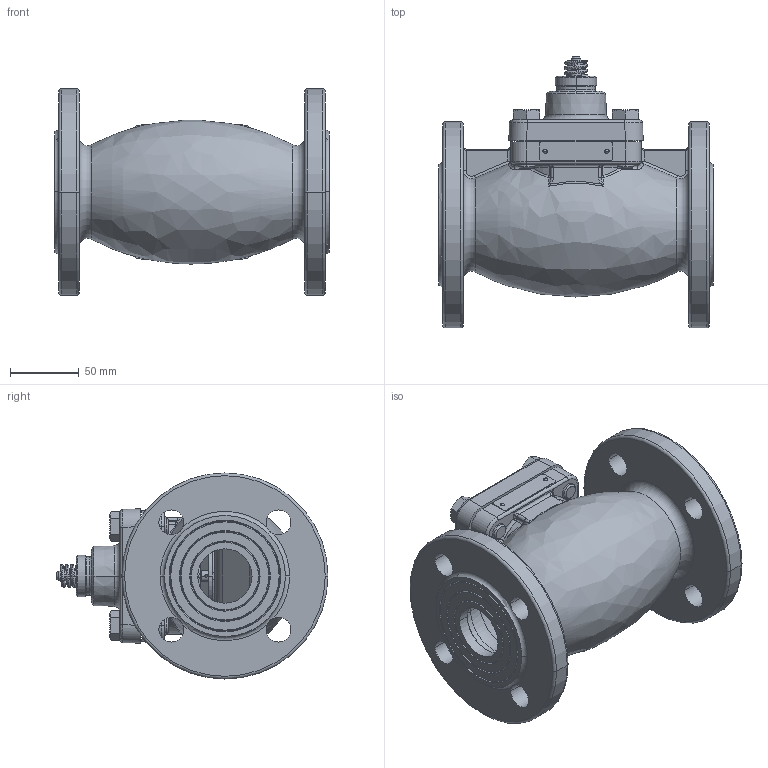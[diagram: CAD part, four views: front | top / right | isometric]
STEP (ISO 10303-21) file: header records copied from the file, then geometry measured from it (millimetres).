
FILE_DESCRIPTION((''),'2;1');
FILE_NAME('065B2060','2012-05-07T',('U258099'),('Danfoss'),'PRO/ENGINEER BY PARAMETRIC TECHNOLOGY CORPORATION, 2010370','PRO/ENGINEER BY PARAMETRIC TECHNOLOGY CORPORATION, 2010370','');
FILE_SCHEMA(('CONFIG_CONTROL_DESIGN'));
Products named in the file (1): 065B2060
Bounding box: 200 x 197.9 x 150 mm (x, y, z)
Volume: 1253750.7 mm3; surface area: 271763.3 mm2
Topology: 1 solids, 1 shells, 890 faces, 2121 edges, 1275 vertices
Faces by surface type: cylinder 329, plane 230, torus 150, cone 86, bspline 73, sphere 22
Entity records: 42020 total; most frequent: CARTESIAN_POINT 21382, DIRECTION 4545, ORIENTED_EDGE 4214, EDGE_CURVE 2107, AXIS2_PLACEMENT_3D 1922, VERTEX_POINT 1275, CIRCLE 1105, EDGE_LOOP 1004
